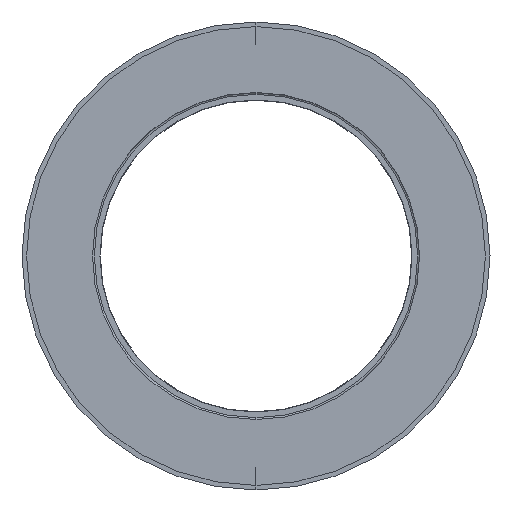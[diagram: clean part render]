
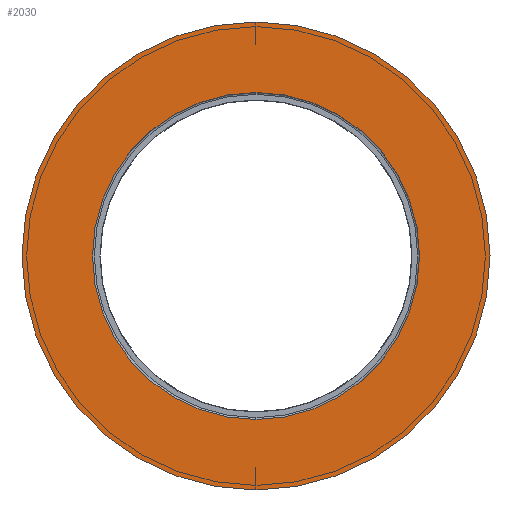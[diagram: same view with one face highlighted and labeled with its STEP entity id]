
A CAD part, left-side view. The second image highlights one B-rep face of the part: STEP entity #2030.
In plain terms, the highlighted planar face has unit normal (-1, 0, 0).
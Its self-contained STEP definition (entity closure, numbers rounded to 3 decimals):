
#148 = ORIENTED_EDGE ( 'NONE', *, *, #2891, .T. ) ;
#191 = EDGE_CURVE ( 'NONE', #273, #1510, #1008, .T. ) ;
#273 = VERTEX_POINT ( 'NONE', #676 ) ;
#284 = AXIS2_PLACEMENT_3D ( 'NONE', #1085, #2714, #1321 ) ;
#318 = CARTESIAN_POINT ( 'NONE',  ( -15., 0., 0. ) ) ;
#326 = ORIENTED_EDGE ( 'NONE', *, *, #1440, .F. ) ;
#526 = FACE_BOUND ( 'NONE', #902, .T. ) ;
#573 = DIRECTION ( 'NONE',  ( 0., 0., 1. ) ) ;
#676 = CARTESIAN_POINT ( 'NONE',  ( -15., 0., 26.2 ) ) ;
#718 = ORIENTED_EDGE ( 'NONE', *, *, #1015, .T. ) ;
#758 = CIRCLE ( 'NONE', #1414, 26.2 ) ;
#902 = EDGE_LOOP ( 'NONE', ( #2761, #326 ) ) ;
#1008 = CIRCLE ( 'NONE', #2810, 26.2 ) ;
#1015 = EDGE_CURVE ( 'NONE', #1428, #1422, #2697, .T. ) ;
#1085 = CARTESIAN_POINT ( 'NONE',  ( -15., 26.2, 0. ) ) ;
#1197 = DIRECTION ( 'NONE',  ( -1., 0., 0. ) ) ;
#1312 = PLANE ( 'NONE',  #284 ) ;
#1321 = DIRECTION ( 'NONE',  ( 0., 0., -1. ) ) ;
#1414 = AXIS2_PLACEMENT_3D ( 'NONE', #2575, #1197, #2818 ) ;
#1422 = VERTEX_POINT ( 'NONE', #2327 ) ;
#1424 = CIRCLE ( 'NONE', #2938, 37.5 ) ;
#1428 = VERTEX_POINT ( 'NONE', #2807 ) ;
#1440 = EDGE_CURVE ( 'NONE', #1510, #273, #758, .T. ) ;
#1510 = VERTEX_POINT ( 'NONE', #2100 ) ;
#1939 = DIRECTION ( 'NONE',  ( 0., 0., 1. ) ) ;
#1955 = DIRECTION ( 'NONE',  ( -1., 0., 0. ) ) ;
#1972 = CARTESIAN_POINT ( 'NONE',  ( -15., 0., 0. ) ) ;
#1989 = DIRECTION ( 'NONE',  ( -1., 0., 0. ) ) ;
#2030 = ADVANCED_FACE ( 'NONE', ( #526, #2950 ), #1312, .F. ) ;
#2100 = CARTESIAN_POINT ( 'NONE',  ( -15., 0., -26.2 ) ) ;
#2297 = DIRECTION ( 'NONE',  ( -1., 0., 0. ) ) ;
#2327 = CARTESIAN_POINT ( 'NONE',  ( -15., 0., 37.5 ) ) ;
#2532 = DIRECTION ( 'NONE',  ( 0., 0., 1. ) ) ;
#2567 = AXIS2_PLACEMENT_3D ( 'NONE', #1972, #1955, #1939 ) ;
#2575 = CARTESIAN_POINT ( 'NONE',  ( -15., 0., 0. ) ) ;
#2697 = CIRCLE ( 'NONE', #2567, 37.5 ) ;
#2714 = DIRECTION ( 'NONE',  ( 1., 0., 0. ) ) ;
#2761 = ORIENTED_EDGE ( 'NONE', *, *, #191, .F. ) ;
#2807 = CARTESIAN_POINT ( 'NONE',  ( -15., 0., -37.5 ) ) ;
#2810 = AXIS2_PLACEMENT_3D ( 'NONE', #3012, #2297, #2532 ) ;
#2818 = DIRECTION ( 'NONE',  ( 0., 0., 1. ) ) ;
#2891 = EDGE_CURVE ( 'NONE', #1422, #1428, #1424, .T. ) ;
#2938 = AXIS2_PLACEMENT_3D ( 'NONE', #318, #1989, #573 ) ;
#2950 = FACE_OUTER_BOUND ( 'NONE', #3083, .T. ) ;
#3012 = CARTESIAN_POINT ( 'NONE',  ( -15., 0., 0. ) ) ;
#3083 = EDGE_LOOP ( 'NONE', ( #148, #718 ) ) ;
